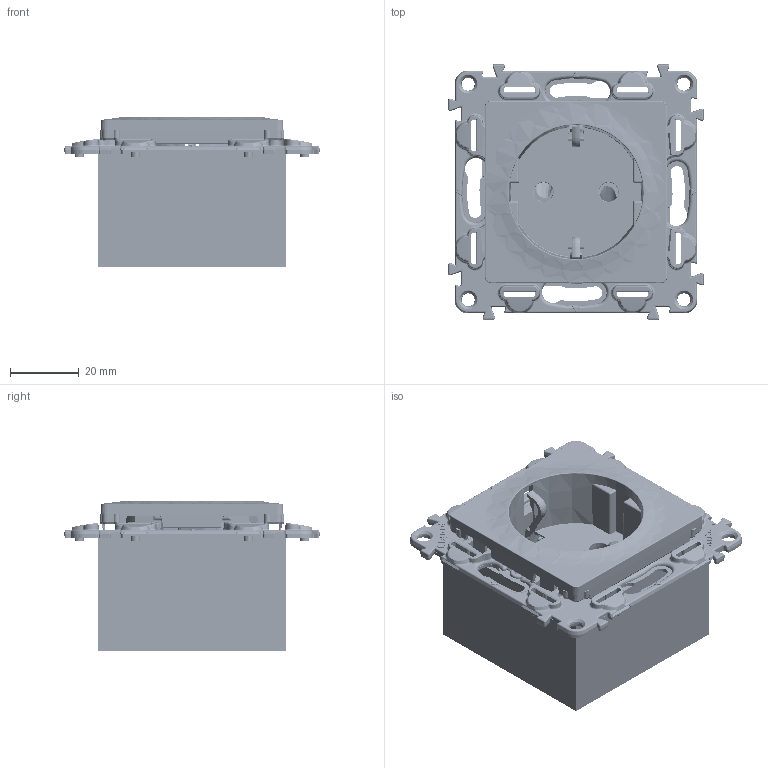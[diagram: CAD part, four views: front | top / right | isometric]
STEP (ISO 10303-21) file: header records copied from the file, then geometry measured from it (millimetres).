
FILE_DESCRIPTION(('CATIA V5 STEP Exchange','CAx-IF Rec.Pracs.--- Model Styling and Organization---1.4--- 2014-01-23'),'2;1');
FILE_NAME('753129_AllCATPart.stp','2020-02-13T10:47:26+00:00',('none'),('none'),'CATIA Version 5-6 Release 2017 SP3','CATIA V5 STEP AP214','none');
FILE_SCHEMA(('AUTOMOTIVE_DESIGN { 1 0 10303 214 1 1 1 1 }'));
Products named in the file (1): 753129_AllCATPart
Bounding box: 74.6 x 74.6 x 43.77 mm (x, y, z)
Volume: 99289.2 mm3; surface area: 36962.5 mm2
Topology: 1 solids, 7 shells, 9504 faces, 27074 edges, 17518 vertices
Faces by surface type: plane 7151, bspline 868, cylinder 802, cone 307, torus 256, sphere 102, extrusion 16, revolution 2
Entity records: 364642 total; most frequent: CARTESIAN_POINT 130233, ORIENTED_EDGE 53904, DIRECTION 34920, EDGE_CURVE 26952, VECTOR 17839, LINE 17823, VERTEX_POINT 17515, EDGE_LOOP 9768
